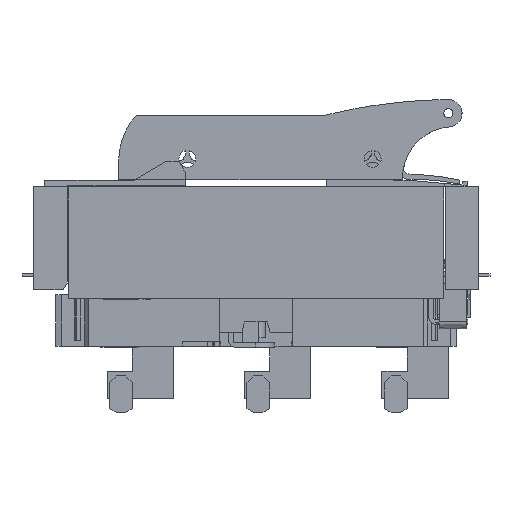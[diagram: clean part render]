
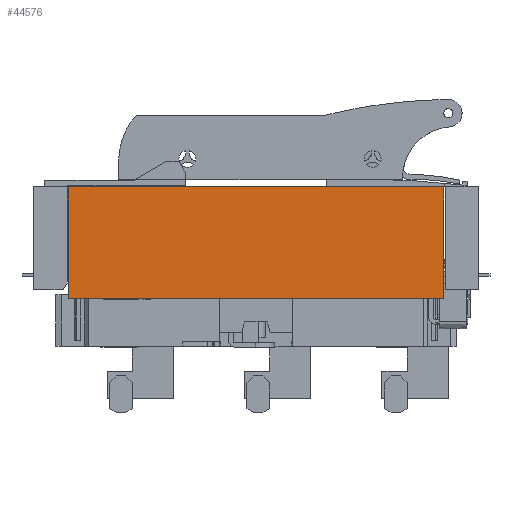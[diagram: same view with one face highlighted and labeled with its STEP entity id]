
A CAD part, left-side view. The second image highlights one B-rep face of the part: STEP entity #44576.
In plain terms, the highlighted planar face has unit normal (-1, 0, 0).
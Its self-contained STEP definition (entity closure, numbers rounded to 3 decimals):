
#44568=AXIS2_PLACEMENT_3D('Plane Axis2P3D',#44565,#44566,#44567) ;
#36471=CARTESIAN_POINT('Vertex',(-52.75,-82.,21.1)) ;
#36474=CARTESIAN_POINT('Line Origine',(-52.75,0.,21.1)) ;
#36478=CARTESIAN_POINT('Vertex',(-52.75,82.,21.1)) ;
#40441=CARTESIAN_POINT('Vertex',(-52.75,-82.,70.)) ;
#40444=CARTESIAN_POINT('Line Origine',(-52.75,-82.,45.55)) ;
#40467=CARTESIAN_POINT('Vertex',(-52.75,82.,70.)) ;
#40470=CARTESIAN_POINT('Line Origine',(-52.75,0.,70.)) ;
#40482=CARTESIAN_POINT('Line Origine',(-52.75,82.,45.55)) ;
#44565=CARTESIAN_POINT('Axis2P3D Location',(-52.75,0.,21.1)) ;
#36475=DIRECTION('Vector Direction',(0.,-1.,0.)) ;
#40445=DIRECTION('Vector Direction',(0.,0.,1.)) ;
#40471=DIRECTION('Vector Direction',(0.,-1.,0.)) ;
#40483=DIRECTION('Vector Direction',(0.,0.,1.)) ;
#44566=DIRECTION('Axis2P3D Direction',(1.,0.,-0.)) ;
#44567=DIRECTION('Axis2P3D XDirection',(0.,0.,1.)) ;
#36476=VECTOR('Line Direction',#36475,1.) ;
#40446=VECTOR('Line Direction',#40445,1.) ;
#40472=VECTOR('Line Direction',#40471,1.) ;
#40484=VECTOR('Line Direction',#40483,1.) ;
#44571=ORIENTED_EDGE('',*,*,#40448,.T.) ;
#44572=ORIENTED_EDGE('',*,*,#40474,.T.) ;
#44573=ORIENTED_EDGE('',*,*,#40486,.F.) ;
#44574=ORIENTED_EDGE('',*,*,#36480,.T.) ;
#44576=ADVANCED_FACE('Hauptkoerper nicht benutzen',(#44575),#44569,.F.) ;
#36480=EDGE_CURVE('',#36479,#36472,#36477,.T.) ;
#40448=EDGE_CURVE('',#36472,#40442,#40447,.T.) ;
#40474=EDGE_CURVE('',#40442,#40468,#40473,.F.) ;
#40486=EDGE_CURVE('',#36479,#40468,#40485,.T.) ;
#44570=EDGE_LOOP('',(#44571,#44572,#44573,#44574)) ;
#44575=FACE_OUTER_BOUND('',#44570,.T.) ;
#36477=LINE('Line',#36474,#36476) ;
#40447=LINE('Line',#40444,#40446) ;
#40473=LINE('Line',#40470,#40472) ;
#40485=LINE('Line',#40482,#40484) ;
#44569=PLANE('Plane',#44568) ;
#36472=VERTEX_POINT('',#36471) ;
#36479=VERTEX_POINT('',#36478) ;
#40442=VERTEX_POINT('',#40441) ;
#40468=VERTEX_POINT('',#40467) ;
